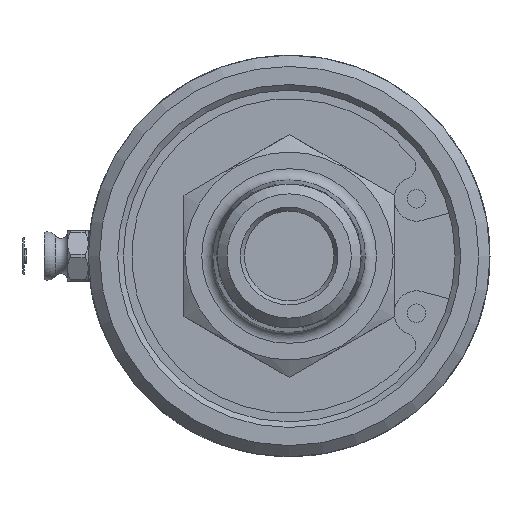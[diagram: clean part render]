
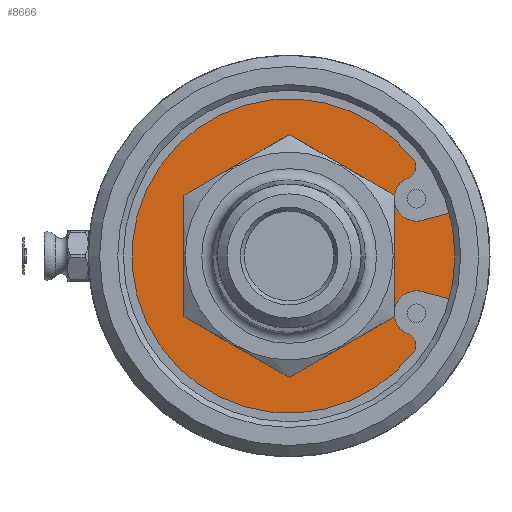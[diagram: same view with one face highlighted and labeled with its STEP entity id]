
A CAD part, left-side view. The second image highlights one B-rep face of the part: STEP entity #8666.
In plain terms, the highlighted planar face has unit normal (-1, 0, 0).
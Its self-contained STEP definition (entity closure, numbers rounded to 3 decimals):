
#469=PLANE('',#9381);
#529=FACE_BOUND('',#1511,.T.);
#974=FACE_OUTER_BOUND('',#1510,.T.);
#1510=EDGE_LOOP('',(#7761,#7762,#7763,#7764,#7765,#7766,#7767,#7768,#7769));
#1511=EDGE_LOOP('',(#7770,#7771));
#1925=LINE('',#57734,#2374);
#1933=LINE('',#57757,#2382);
#2374=VECTOR('',#10453,10.);
#2382=VECTOR('',#10475,10.);
#3018=CIRCLE('',#9060,22.303);
#3020=CIRCLE('',#9063,1.758);
#3022=CIRCLE('',#9066,3.17);
#3024=CIRCLE('',#9070,1.758);
#3026=CIRCLE('',#9073,3.17);
#3031=CIRCLE('',#9083,25.375);
#3032=CIRCLE('',#9084,25.375);
#3161=CIRCLE('',#9308,13.9);
#3162=CIRCLE('',#9309,13.9);
#3804=VERTEX_POINT('',#57713);
#3805=VERTEX_POINT('',#57715);
#3807=VERTEX_POINT('',#57721);
#3809=VERTEX_POINT('',#57727);
#3811=VERTEX_POINT('',#57733);
#3814=VERTEX_POINT('',#57741);
#3816=VERTEX_POINT('',#57747);
#3819=VERTEX_POINT('',#57755);
#3822=VERTEX_POINT('',#57769);
#4004=VERTEX_POINT('',#58591);
#4005=VERTEX_POINT('',#58592);
#4937=EDGE_CURVE('',#3805,#3804,#3018,.T.);
#4940=EDGE_CURVE('',#3807,#3805,#3020,.T.);
#4943=EDGE_CURVE('',#3809,#3807,#3022,.T.);
#4946=EDGE_CURVE('',#3811,#3809,#1925,.T.);
#4951=EDGE_CURVE('',#3804,#3814,#3024,.T.);
#4954=EDGE_CURVE('',#3814,#3816,#3026,.T.);
#4958=EDGE_CURVE('',#3816,#3819,#1933,.T.);
#4964=EDGE_CURVE('',#3819,#3822,#3031,.T.);
#4965=EDGE_CURVE('',#3822,#3811,#3032,.T.);
#5233=EDGE_CURVE('',#4004,#4005,#3161,.T.);
#5234=EDGE_CURVE('',#4005,#4004,#3162,.T.);
#7761=ORIENTED_EDGE('',*,*,#4958,.T.);
#7762=ORIENTED_EDGE('',*,*,#4964,.T.);
#7763=ORIENTED_EDGE('',*,*,#4965,.T.);
#7764=ORIENTED_EDGE('',*,*,#4946,.T.);
#7765=ORIENTED_EDGE('',*,*,#4943,.T.);
#7766=ORIENTED_EDGE('',*,*,#4940,.T.);
#7767=ORIENTED_EDGE('',*,*,#4937,.T.);
#7768=ORIENTED_EDGE('',*,*,#4951,.T.);
#7769=ORIENTED_EDGE('',*,*,#4954,.T.);
#7770=ORIENTED_EDGE('',*,*,#5233,.T.);
#7771=ORIENTED_EDGE('',*,*,#5234,.T.);
#8666=ADVANCED_FACE('',(#974,#529),#469,.F.);
#9060=AXIS2_PLACEMENT_3D('',#57716,#10433,#10434);
#9063=AXIS2_PLACEMENT_3D('',#57722,#10440,#10441);
#9066=AXIS2_PLACEMENT_3D('',#57728,#10447,#10448);
#9070=AXIS2_PLACEMENT_3D('',#57743,#10461,#10462);
#9073=AXIS2_PLACEMENT_3D('',#57749,#10468,#10469);
#9083=AXIS2_PLACEMENT_3D('',#57770,#10493,#10494);
#9084=AXIS2_PLACEMENT_3D('',#57771,#10495,#10496);
#9308=AXIS2_PLACEMENT_3D('',#58593,#11018,#11019);
#9309=AXIS2_PLACEMENT_3D('',#58594,#11020,#11021);
#9381=AXIS2_PLACEMENT_3D('',#58742,#11181,#11182);
#10433=DIRECTION('center_axis',(-1.,0.,0.));
#10434=DIRECTION('ref_axis',(0.,0.796,0.605));
#10440=DIRECTION('center_axis',(-1.,0.,0.));
#10441=DIRECTION('ref_axis',(0.,0.881,-0.473));
#10447=DIRECTION('center_axis',(1.,0.,0.));
#10448=DIRECTION('ref_axis',(0.,-0.259,-0.966));
#10453=DIRECTION('',(0.,0.966,-0.259));
#10461=DIRECTION('center_axis',(-1.,0.,0.));
#10462=DIRECTION('ref_axis',(0.,0.488,-0.873));
#10468=DIRECTION('center_axis',(1.,0.,0.));
#10469=DIRECTION('ref_axis',(0.,0.315,-0.949));
#10475=DIRECTION('',(0.,-0.966,-0.259));
#10493=DIRECTION('center_axis',(-1.,0.,0.));
#10494=DIRECTION('ref_axis',(0.,1.,0.));
#10495=DIRECTION('center_axis',(-1.,0.,0.));
#10496=DIRECTION('ref_axis',(0.,1.,0.));
#11018=DIRECTION('center_axis',(1.,0.,0.));
#11019=DIRECTION('ref_axis',(0.,1.,0.));
#11020=DIRECTION('center_axis',(1.,0.,0.));
#11021=DIRECTION('ref_axis',(0.,1.,0.));
#11181=DIRECTION('center_axis',(1.,0.,0.));
#11182=DIRECTION('ref_axis',(0.,0.,-1.));
#57713=CARTESIAN_POINT('',(3.978,-17.755,-13.497));
#57715=CARTESIAN_POINT('',(3.978,-17.755,13.497));
#57716=CARTESIAN_POINT('Origin',(3.978,0.,
0.));
#57721=CARTESIAN_POINT('',(3.978,-17.064,11.13));
#57722=CARTESIAN_POINT('Origin',(3.978,-16.206,12.665));
#57727=CARTESIAN_POINT('',(3.978,-18.884,5.06));
#57728=CARTESIAN_POINT('Origin',(3.978,-18.064,8.122));
#57733=CARTESIAN_POINT('',(3.978,-24.51,6.568));
#57734=CARTESIAN_POINT('',(3.978,-3.523,0.944));
#57741=CARTESIAN_POINT('',(3.978,-17.064,-11.13));
#57743=CARTESIAN_POINT('Origin',(3.978,-16.206,-12.665));
#57747=CARTESIAN_POINT('',(3.978,-18.884,-5.06));
#57749=CARTESIAN_POINT('Origin',(3.978,-18.064,-8.122));
#57755=CARTESIAN_POINT('',(3.978,-24.51,-6.568));
#57757=CARTESIAN_POINT('',(3.978,-6.336,-1.698));
#57769=CARTESIAN_POINT('',(3.978,-25.375,0.));
#57770=CARTESIAN_POINT('Origin',(3.978,0.,0.));
#57771=CARTESIAN_POINT('Origin',(3.978,0.,0.));
#58591=CARTESIAN_POINT('',(3.978,13.9,0.));
#58592=CARTESIAN_POINT('',(3.978,-13.9,0.));
#58593=CARTESIAN_POINT('Origin',(3.978,0.,0.));
#58594=CARTESIAN_POINT('Origin',(3.978,0.,0.));
#58742=CARTESIAN_POINT('Origin',(3.978,12.688,0.));
